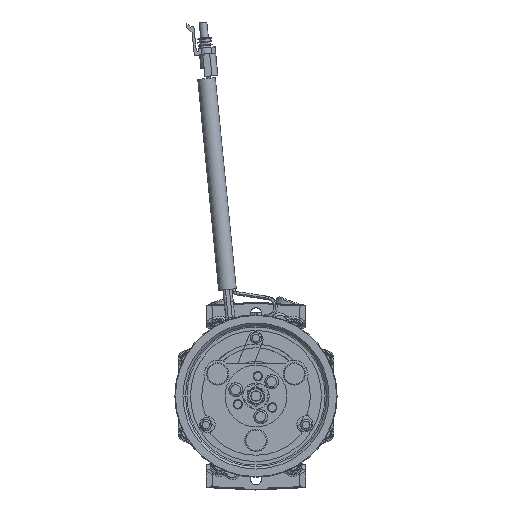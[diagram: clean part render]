
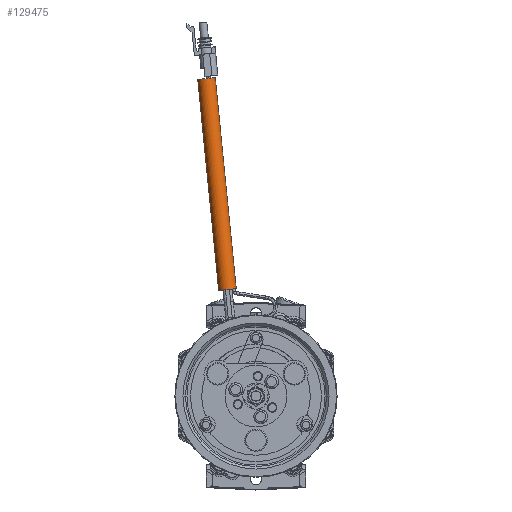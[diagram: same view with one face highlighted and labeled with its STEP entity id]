
A CAD part, top view. The second image highlights one B-rep face of the part: STEP entity #129475.
In plain terms, the highlighted cylindrical face has radius 7.05 mm (diameter 14.1 mm), a partial arc.
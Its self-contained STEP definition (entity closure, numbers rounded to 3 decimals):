
#102494 = DIRECTION ( 'NONE',  ( -0.995, -0.099, 0. ) ) ;
#102496 = DIRECTION ( 'NONE',  ( 0.099, -0.995, 0. ) ) ;
#102498 = CARTESIAN_POINT ( 'NONE',  ( -22.881, 85.43, 116.046 ) ) ;
#102499 = AXIS2_PLACEMENT_3D ( 'NONE', #102498, #102496, #102494 ) ;
#102501 = CIRCLE ( 'NONE', #102499, 7.05 ) ;
#126893 = DIRECTION ( 'NONE',  ( -0.995, -0.099, 0. ) ) ;
#126894 = DIRECTION ( 'NONE',  ( 0.099, -0.995, 0. ) ) ;
#126896 = CARTESIAN_POINT ( 'NONE',  ( -39.687, 254.598, 116.046 ) ) ;
#126897 = AXIS2_PLACEMENT_3D ( 'NONE', #126896, #126894, #126893 ) ;
#126904 = CYLINDRICAL_SURFACE ( 'NONE', #126897, 7.05 ) ;
#126905 = FACE_OUTER_BOUND ( 'NONE', #129477, .T. ) ;
#126908 = DIRECTION ( 'NONE',  ( -0.995, -0.099, 0. ) ) ;
#126909 = DIRECTION ( 'NONE',  ( 0.099, -0.995, 0. ) ) ;
#126910 = CARTESIAN_POINT ( 'NONE',  ( -39.687, 254.598, 116.046 ) ) ;
#126912 = AXIS2_PLACEMENT_3D ( 'NONE', #126910, #126909, #126908 ) ;
#126913 = CIRCLE ( 'NONE', #126912, 7.05 ) ;
#127688 = EDGE_CURVE ( 'NONE', #175366, #175620, #102501, .T. ) ;
#129309 = ORIENTED_EDGE ( 'NONE', *, *, #129465, .T. ) ;
#129311 = ORIENTED_EDGE ( 'NONE', *, *, #177298, .T. ) ;
#129313 = ORIENTED_EDGE ( 'NONE', *, *, #127688, .F. ) ;
#129465 = EDGE_CURVE ( 'NONE', #174292, #174096, #126913, .T. ) ;
#129475 = ADVANCED_FACE ( 'NONE', ( #126905 ), #126904, .T. ) ;
#129477 = EDGE_LOOP ( 'NONE', ( #129478, #129309, #129311, #129313 ) ) ;
#129478 = ORIENTED_EDGE ( 'NONE', *, *, #176327, .F. ) ;
#174096 = VERTEX_POINT ( 'NONE', #214798 ) ;
#174292 = VERTEX_POINT ( 'NONE', #214783 ) ;
#175366 = VERTEX_POINT ( 'NONE', #214888 ) ;
#175620 = VERTEX_POINT ( 'NONE', #214868 ) ;
#176327 = EDGE_CURVE ( 'NONE', #174292, #175366, #214861, .T. ) ;
#177298 = EDGE_CURVE ( 'NONE', #174096, #175620, #215064, .T. ) ;
#214783 = CARTESIAN_POINT ( 'NONE',  ( -32.672, 255.295, 116.046 ) ) ;
#214798 = CARTESIAN_POINT ( 'NONE',  ( -46.702, 253.901, 116.046 ) ) ;
#214856 = DIRECTION ( 'NONE',  ( 0.099, -0.995, 0. ) ) ;
#214858 = VECTOR ( 'NONE', #214856, 1000. ) ;
#214859 = CARTESIAN_POINT ( 'NONE',  ( -32.672, 255.295, 116.046 ) ) ;
#214861 = LINE ( 'NONE', #214859, #214858 ) ;
#214868 = CARTESIAN_POINT ( 'NONE',  ( -29.896, 84.733, 116.046 ) ) ;
#214888 = CARTESIAN_POINT ( 'NONE',  ( -15.866, 86.127, 116.046 ) ) ;
#215057 = DIRECTION ( 'NONE',  ( 0.099, -0.995, 0. ) ) ;
#215059 = VECTOR ( 'NONE', #215057, 1000. ) ;
#215061 = CARTESIAN_POINT ( 'NONE',  ( -46.702, 253.901, 116.046 ) ) ;
#215064 = LINE ( 'NONE', #215061, #215059 ) ;
